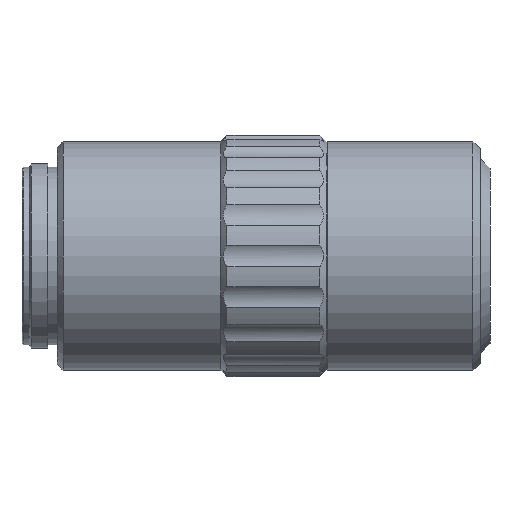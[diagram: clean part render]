
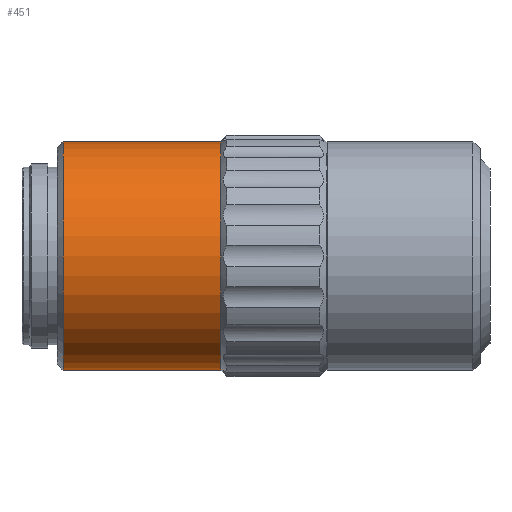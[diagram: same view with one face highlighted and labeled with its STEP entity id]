
A CAD part, left-side view. The second image highlights one B-rep face of the part: STEP entity #451.
In plain terms, the highlighted cylindrical face has radius 16.1 mm (diameter 32.2 mm), a partial arc.
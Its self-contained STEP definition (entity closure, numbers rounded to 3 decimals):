
#20 = VERTEX_POINT ( 'NONE', #2847 ) ;
#82 = CARTESIAN_POINT ( 'NONE',  ( 0., -5., 16.1 ) ) ;
#92 = AXIS2_PLACEMENT_3D ( 'NONE', #1230, #1883, #3352 ) ;
#146 = CARTESIAN_POINT ( 'NONE',  ( 0., -5., -16.1 ) ) ;
#341 = EDGE_LOOP ( 'NONE', ( #3417, #564, #3507, #2501, #2842 ) ) ;
#437 = DIRECTION ( 'NONE',  ( 0., 0., -1. ) ) ;
#451 = ADVANCED_FACE ( 'NONE', ( #1126 ), #1823, .T. ) ;
#483 = DIRECTION ( 'NONE',  ( 0., 1., 0. ) ) ;
#530 = DIRECTION ( 'NONE',  ( 0., 1., 0. ) ) ;
#564 = ORIENTED_EDGE ( 'NONE', *, *, #1023, .T. ) ;
#615 = CIRCLE ( 'NONE', #3336, 16.1 ) ;
#763 = DIRECTION ( 'NONE',  ( 0., 0., 1. ) ) ;
#912 = CARTESIAN_POINT ( 'NONE',  ( 0., -5.8, 0. ) ) ;
#1016 = VERTEX_POINT ( 'NONE', #3219 ) ;
#1023 = EDGE_CURVE ( 'NONE', #1016, #3458, #615, .T. ) ;
#1059 = DIRECTION ( 'NONE',  ( 0., 1., 0. ) ) ;
#1126 = FACE_OUTER_BOUND ( 'NONE', #341, .T. ) ;
#1230 = CARTESIAN_POINT ( 'NONE',  ( 0., -28., 0. ) ) ;
#1232 = VERTEX_POINT ( 'NONE', #1587 ) ;
#1336 = LINE ( 'NONE', #146, #3661 ) ;
#1394 = VECTOR ( 'NONE', #483, 1000. ) ;
#1474 = CARTESIAN_POINT ( 'NONE',  ( 0., -28., 0. ) ) ;
#1587 = CARTESIAN_POINT ( 'NONE',  ( 0., -5.8, 16.1 ) ) ;
#1823 = CYLINDRICAL_SURFACE ( 'NONE', #2882, 16.1 ) ;
#1883 = DIRECTION ( 'NONE',  ( 0., 1., 0. ) ) ;
#2080 = AXIS2_PLACEMENT_3D ( 'NONE', #912, #3026, #437 ) ;
#2212 = CARTESIAN_POINT ( 'NONE',  ( 0., -5.8, -16.1 ) ) ;
#2385 = VERTEX_POINT ( 'NONE', #2212 ) ;
#2422 = CIRCLE ( 'NONE', #92, 16.1 ) ;
#2483 = LINE ( 'NONE', #82, #1394 ) ;
#2501 = ORIENTED_EDGE ( 'NONE', *, *, #2510, .T. ) ;
#2510 = EDGE_CURVE ( 'NONE', #20, #1232, #2483, .T. ) ;
#2551 = DIRECTION ( 'NONE',  ( 0., 1., 0. ) ) ;
#2562 = CARTESIAN_POINT ( 'NONE',  ( 0., -5., 0. ) ) ;
#2565 = CARTESIAN_POINT ( 'NONE',  ( -16.1, -28., 0. ) ) ;
#2842 = ORIENTED_EDGE ( 'NONE', *, *, #2983, .T. ) ;
#2847 = CARTESIAN_POINT ( 'NONE',  ( 0., -28., 16.1 ) ) ;
#2882 = AXIS2_PLACEMENT_3D ( 'NONE', #2562, #1059, #763 ) ;
#2983 = EDGE_CURVE ( 'NONE', #1232, #2385, #3330, .T. ) ;
#3026 = DIRECTION ( 'NONE',  ( 0., -1., 0. ) ) ;
#3219 = CARTESIAN_POINT ( 'NONE',  ( 0., -28., -16.1 ) ) ;
#3260 = DIRECTION ( 'NONE',  ( 0., 0., 1. ) ) ;
#3330 = CIRCLE ( 'NONE', #2080, 16.1 ) ;
#3336 = AXIS2_PLACEMENT_3D ( 'NONE', #1474, #530, #3260 ) ;
#3352 = DIRECTION ( 'NONE',  ( 0., 0., 1. ) ) ;
#3417 = ORIENTED_EDGE ( 'NONE', *, *, #3451, .F. ) ;
#3451 = EDGE_CURVE ( 'NONE', #1016, #2385, #1336, .T. ) ;
#3458 = VERTEX_POINT ( 'NONE', #2565 ) ;
#3507 = ORIENTED_EDGE ( 'NONE', *, *, #3849, .T. ) ;
#3661 = VECTOR ( 'NONE', #2551, 1000. ) ;
#3849 = EDGE_CURVE ( 'NONE', #3458, #20, #2422, .T. ) ;
